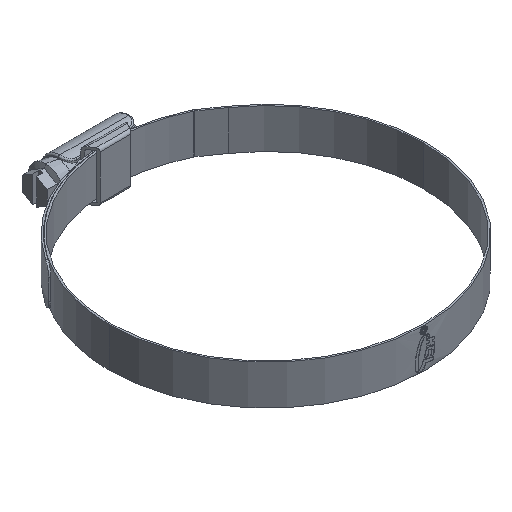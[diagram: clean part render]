
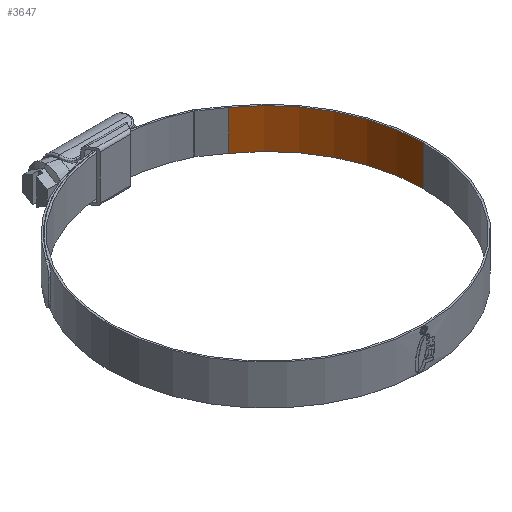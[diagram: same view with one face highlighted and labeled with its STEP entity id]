
A CAD part, isometric view. The second image highlights one B-rep face of the part: STEP entity #3647.
In plain terms, the highlighted cylindrical face has radius 50 mm (diameter 100 mm), a partial arc.
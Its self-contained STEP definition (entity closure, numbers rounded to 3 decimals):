
#301 = DIRECTION ( 'NONE',  ( -1., 0., 0. ) ) ;
#325 = DIRECTION ( 'NONE',  ( 0., 0., 1. ) ) ;
#432 = CARTESIAN_POINT ( 'NONE',  ( 50., 0., 6.35 ) ) ;
#845 = DIRECTION ( 'NONE',  ( 1., 0., 0. ) ) ;
#1200 = VECTOR ( 'NONE', #6340, 1000. ) ;
#1362 = EDGE_CURVE ( 'NONE', #1842, #4896, #5096, .T. ) ;
#1376 = ORIENTED_EDGE ( 'NONE', *, *, #1362, .T. ) ;
#1502 = DIRECTION ( 'NONE',  ( 0., 0., -1. ) ) ;
#1706 = CARTESIAN_POINT ( 'NONE',  ( 50., 0., 6.35 ) ) ;
#1842 = VERTEX_POINT ( 'NONE', #432 ) ;
#2245 = AXIS2_PLACEMENT_3D ( 'NONE', #3181, #325, #7293 ) ;
#2600 = EDGE_CURVE ( 'NONE', #5084, #4966, #5586, .T. ) ;
#2821 = LINE ( 'NONE', #4568, #1200 ) ;
#2927 = AXIS2_PLACEMENT_3D ( 'NONE', #3237, #1502, #301 ) ;
#3059 = CARTESIAN_POINT ( 'NONE',  ( 50., 0., -6.35 ) ) ;
#3181 = CARTESIAN_POINT ( 'NONE',  ( 0., 0., -6.35 ) ) ;
#3237 = CARTESIAN_POINT ( 'NONE',  ( 0., 0., 6.35 ) ) ;
#3239 = EDGE_CURVE ( 'NONE', #4896, #4966, #2821, .T. ) ;
#3647 = ADVANCED_FACE ( 'NONE', ( #6875 ), #3940, .F. ) ;
#3940 = CYLINDRICAL_SURFACE ( 'NONE', #2927, 50. ) ;
#4388 = CARTESIAN_POINT ( 'NONE',  ( 28.679, 40.958, 6.35 ) ) ;
#4423 = ORIENTED_EDGE ( 'NONE', *, *, #2600, .F. ) ;
#4568 = CARTESIAN_POINT ( 'NONE',  ( 28.679, 40.958, 6.35 ) ) ;
#4670 = EDGE_LOOP ( 'NONE', ( #5906, #1376, #5403, #4423 ) ) ;
#4685 = CARTESIAN_POINT ( 'NONE',  ( 28.679, 40.958, -6.35 ) ) ;
#4896 = VERTEX_POINT ( 'NONE', #4388 ) ;
#4966 = VERTEX_POINT ( 'NONE', #4685 ) ;
#5084 = VERTEX_POINT ( 'NONE', #3059 ) ;
#5096 = CIRCLE ( 'NONE', #5597, 50. ) ;
#5258 = DIRECTION ( 'NONE',  ( 0., 0., -1. ) ) ;
#5316 = EDGE_CURVE ( 'NONE', #1842, #5084, #5802, .T. ) ;
#5403 = ORIENTED_EDGE ( 'NONE', *, *, #3239, .T. ) ;
#5586 = CIRCLE ( 'NONE', #2245, 50. ) ;
#5597 = AXIS2_PLACEMENT_3D ( 'NONE', #6766, #5692, #845 ) ;
#5692 = DIRECTION ( 'NONE',  ( 0., 0., 1. ) ) ;
#5802 = LINE ( 'NONE', #1706, #6893 ) ;
#5906 = ORIENTED_EDGE ( 'NONE', *, *, #5316, .F. ) ;
#6340 = DIRECTION ( 'NONE',  ( 0., 0., -1. ) ) ;
#6766 = CARTESIAN_POINT ( 'NONE',  ( 0., 0., 6.35 ) ) ;
#6875 = FACE_OUTER_BOUND ( 'NONE', #4670, .T. ) ;
#6893 = VECTOR ( 'NONE', #5258, 1000. ) ;
#7293 = DIRECTION ( 'NONE',  ( 1., 0., 0. ) ) ;
